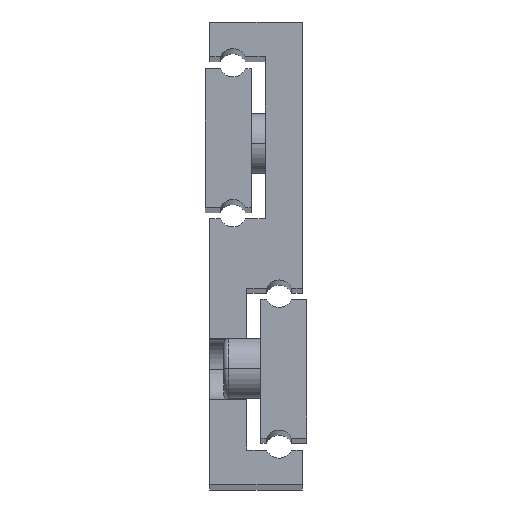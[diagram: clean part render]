
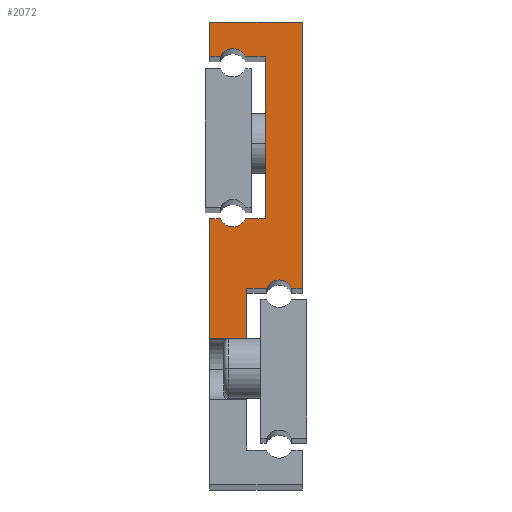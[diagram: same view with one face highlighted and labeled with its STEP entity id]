
A CAD part, top view. The second image highlights one B-rep face of the part: STEP entity #2072.
In plain terms, the highlighted planar face has unit normal (0, 0, 1).
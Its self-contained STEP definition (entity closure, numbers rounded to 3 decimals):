
#1 = CARTESIAN_POINT ( 'NONE',  ( 12.273, 42.5, 325. ) ) ;
#2 = VERTEX_POINT ( 'NONE', #1238 ) ;
#92 = DIRECTION ( 'NONE',  ( 0., 0., -1. ) ) ;
#138 = LINE ( 'NONE', #2189, #480 ) ;
#139 = ORIENTED_EDGE ( 'NONE', *, *, #2127, .T. ) ;
#151 = CIRCLE ( 'NONE', #2194, 3. ) ;
#159 = CARTESIAN_POINT ( 'NONE',  ( 0., 100., 325. ) ) ;
#197 = VERTEX_POINT ( 'NONE', #1681 ) ;
#199 = ORIENTED_EDGE ( 'NONE', *, *, #1534, .T. ) ;
#205 = EDGE_CURVE ( 'NONE', #2, #2190, #1725, .T. ) ;
#218 = DIRECTION ( 'NONE',  ( -1., 0., 0. ) ) ;
#233 = CARTESIAN_POINT ( 'NONE',  ( 15., 41.25, 325. ) ) ;
#244 = ORIENTED_EDGE ( 'NONE', *, *, #698, .T. ) ;
#265 = LINE ( 'NONE', #1223, #2016 ) ;
#267 = VERTEX_POINT ( 'NONE', #159 ) ;
#269 = CARTESIAN_POINT ( 'NONE',  ( 12., 92.5, 325. ) ) ;
#292 = DIRECTION ( 'NONE',  ( 0., 0., -1. ) ) ;
#318 = EDGE_CURVE ( 'NONE', #1931, #725, #265, .T. ) ;
#357 = LINE ( 'NONE', #1091, #1540 ) ;
#392 = CARTESIAN_POINT ( 'NONE',  ( 7.727, 92.5, 325. ) ) ;
#454 = EDGE_LOOP ( 'NONE', ( #1895, #244, #1486, #199, #2128, #1148, #1642, #585, #657, #1793, #1822, #1780, #1403, #139, #1141, #890 ) ) ;
#456 = VERTEX_POINT ( 'NONE', #1411 ) ;
#463 = DIRECTION ( 'NONE',  ( -1., 0., 0. ) ) ;
#480 = VECTOR ( 'NONE', #834, 1000. ) ;
#507 = VERTEX_POINT ( 'NONE', #1121 ) ;
#520 = EDGE_CURVE ( 'NONE', #267, #1931, #984, .T. ) ;
#521 = VERTEX_POINT ( 'NONE', #594 ) ;
#532 = EDGE_CURVE ( 'NONE', #521, #267, #1476, .T. ) ;
#538 = CARTESIAN_POINT ( 'NONE',  ( 12., 57.5, 325. ) ) ;
#544 = VERTEX_POINT ( 'NONE', #603 ) ;
#585 = ORIENTED_EDGE ( 'NONE', *, *, #532, .T. ) ;
#594 = CARTESIAN_POINT ( 'NONE',  ( 20., 100., 325. ) ) ;
#602 = EDGE_CURVE ( 'NONE', #197, #521, #138, .T. ) ;
#603 = CARTESIAN_POINT ( 'NONE',  ( 7.727, 57.5, 325. ) ) ;
#637 = CARTESIAN_POINT ( 'NONE',  ( 20., 100., 325. ) ) ;
#657 = ORIENTED_EDGE ( 'NONE', *, *, #520, .T. ) ;
#659 = LINE ( 'NONE', #1201, #687 ) ;
#669 = DIRECTION ( 'NONE',  ( 1., 0., 0. ) ) ;
#687 = VECTOR ( 'NONE', #1880, 1000. ) ;
#698 = EDGE_CURVE ( 'NONE', #739, #2, #659, .T. ) ;
#710 = VERTEX_POINT ( 'NONE', #1936 ) ;
#717 = VECTOR ( 'NONE', #1973, 1000. ) ;
#725 = VERTEX_POINT ( 'NONE', #1779 ) ;
#739 = VERTEX_POINT ( 'NONE', #1442 ) ;
#760 = CARTESIAN_POINT ( 'NONE',  ( 0., 0., 325. ) ) ;
#786 = CARTESIAN_POINT ( 'NONE',  ( 8., 42.5, 325. ) ) ;
#788 = DIRECTION ( 'NONE',  ( 0., -1., 0. ) ) ;
#801 = DIRECTION ( 'NONE',  ( -1., 0., 0. ) ) ;
#822 = CARTESIAN_POINT ( 'NONE',  ( 12., 92.5, 325. ) ) ;
#834 = DIRECTION ( 'NONE',  ( 0., 1., 0. ) ) ;
#839 = LINE ( 'NONE', #1371, #1647 ) ;
#855 = CARTESIAN_POINT ( 'NONE',  ( 5., 58.75, 325. ) ) ;
#890 = ORIENTED_EDGE ( 'NONE', *, *, #1968, .T. ) ;
#901 = EDGE_CURVE ( 'NONE', #1974, #1296, #1295, .T. ) ;
#923 = LINE ( 'NONE', #1639, #717 ) ;
#984 = LINE ( 'NONE', #1307, #1882 ) ;
#1042 = DIRECTION ( 'NONE',  ( -1., 0., 0. ) ) ;
#1091 = CARTESIAN_POINT ( 'NONE',  ( 7.727, 57.5, 325. ) ) ;
#1094 = CIRCLE ( 'NONE', #2211, 3. ) ;
#1108 = CARTESIAN_POINT ( 'NONE',  ( 2.273, 57.5, 325. ) ) ;
#1121 = CARTESIAN_POINT ( 'NONE',  ( 0., 57.5, 325. ) ) ;
#1134 = LINE ( 'NONE', #760, #1992 ) ;
#1141 = ORIENTED_EDGE ( 'NONE', *, *, #1981, .T. ) ;
#1148 = ORIENTED_EDGE ( 'NONE', *, *, #1362, .T. ) ;
#1185 = EDGE_CURVE ( 'NONE', #1923, #1974, #1228, .T. ) ;
#1201 = CARTESIAN_POINT ( 'NONE',  ( 0., 31.5, 325. ) ) ;
#1218 = DIRECTION ( 'NONE',  ( 1., 0., 0. ) ) ;
#1223 = CARTESIAN_POINT ( 'NONE',  ( 0., 92.5, 325. ) ) ;
#1228 = LINE ( 'NONE', #392, #2135 ) ;
#1238 = CARTESIAN_POINT ( 'NONE',  ( 8., 31.5, 325. ) ) ;
#1295 = LINE ( 'NONE', #269, #1542 ) ;
#1296 = VERTEX_POINT ( 'NONE', #538 ) ;
#1307 = CARTESIAN_POINT ( 'NONE',  ( 0., 100., 325. ) ) ;
#1326 = DIRECTION ( 'NONE',  ( 1., 0., 0. ) ) ;
#1362 = EDGE_CURVE ( 'NONE', #456, #197, #923, .T. ) ;
#1364 = CARTESIAN_POINT ( 'NONE',  ( 5., 58.75, 325. ) ) ;
#1371 = CARTESIAN_POINT ( 'NONE',  ( 0., 57.5, 325. ) ) ;
#1383 = EDGE_CURVE ( 'NONE', #725, #1923, #151, .T. ) ;
#1403 = ORIENTED_EDGE ( 'NONE', *, *, #901, .T. ) ;
#1411 = CARTESIAN_POINT ( 'NONE',  ( 17.727, 42.5, 325. ) ) ;
#1442 = CARTESIAN_POINT ( 'NONE',  ( 0., 31.5, 325. ) ) ;
#1444 = DIRECTION ( 'NONE',  ( 0., 0., -1. ) ) ;
#1450 = VECTOR ( 'NONE', #1536, 1000. ) ;
#1476 = LINE ( 'NONE', #637, #1496 ) ;
#1486 = ORIENTED_EDGE ( 'NONE', *, *, #205, .T. ) ;
#1496 = VECTOR ( 'NONE', #463, 1000. ) ;
#1534 = EDGE_CURVE ( 'NONE', #2190, #710, #2012, .T. ) ;
#1536 = DIRECTION ( 'NONE',  ( 0., 1., 0. ) ) ;
#1540 = VECTOR ( 'NONE', #1042, 1000. ) ;
#1542 = VECTOR ( 'NONE', #2005, 1000. ) ;
#1550 = CARTESIAN_POINT ( 'NONE',  ( 7.727, 92.5, 325. ) ) ;
#1622 = DIRECTION ( 'NONE',  ( 0., -1., 0. ) ) ;
#1631 = PLANE ( 'NONE',  #1742 ) ;
#1639 = CARTESIAN_POINT ( 'NONE',  ( 20., 42.5, 325. ) ) ;
#1642 = ORIENTED_EDGE ( 'NONE', *, *, #602, .T. ) ;
#1647 = VECTOR ( 'NONE', #2040, 1000. ) ;
#1681 = CARTESIAN_POINT ( 'NONE',  ( 20., 42.5, 325. ) ) ;
#1717 = CARTESIAN_POINT ( 'NONE',  ( 8., 7.5, 325. ) ) ;
#1725 = LINE ( 'NONE', #1717, #1450 ) ;
#1742 = AXIS2_PLACEMENT_3D ( 'NONE', #855, #1444, #1955 ) ;
#1779 = CARTESIAN_POINT ( 'NONE',  ( 2.273, 92.5, 325. ) ) ;
#1780 = ORIENTED_EDGE ( 'NONE', *, *, #1185, .T. ) ;
#1781 = FACE_OUTER_BOUND ( 'NONE', #454, .T. ) ;
#1793 = ORIENTED_EDGE ( 'NONE', *, *, #318, .T. ) ;
#1800 = CARTESIAN_POINT ( 'NONE',  ( 5., 91.25, 325. ) ) ;
#1822 = ORIENTED_EDGE ( 'NONE', *, *, #1383, .T. ) ;
#1830 = EDGE_CURVE ( 'NONE', #507, #739, #1134, .T. ) ;
#1868 = DIRECTION ( 'NONE',  ( 1., 0., 0. ) ) ;
#1880 = DIRECTION ( 'NONE',  ( 1., 0., 0. ) ) ;
#1882 = VECTOR ( 'NONE', #788, 1000. ) ;
#1893 = DIRECTION ( 'NONE',  ( 0., 0., -1. ) ) ;
#1895 = ORIENTED_EDGE ( 'NONE', *, *, #1830, .T. ) ;
#1923 = VERTEX_POINT ( 'NONE', #1550 ) ;
#1931 = VERTEX_POINT ( 'NONE', #2192 ) ;
#1936 = CARTESIAN_POINT ( 'NONE',  ( 12.273, 42.5, 325. ) ) ;
#1955 = DIRECTION ( 'NONE',  ( -1., 0., 0. ) ) ;
#1968 = EDGE_CURVE ( 'NONE', #2095, #507, #839, .T. ) ;
#1973 = DIRECTION ( 'NONE',  ( 1., 0., 0. ) ) ;
#1974 = VERTEX_POINT ( 'NONE', #822 ) ;
#1981 = EDGE_CURVE ( 'NONE', #544, #2095, #1094, .T. ) ;
#1992 = VECTOR ( 'NONE', #1622, 1000. ) ;
#2005 = DIRECTION ( 'NONE',  ( 0., -1., 0. ) ) ;
#2012 = LINE ( 'NONE', #1, #2162 ) ;
#2016 = VECTOR ( 'NONE', #669, 1000. ) ;
#2020 = AXIS2_PLACEMENT_3D ( 'NONE', #233, #1893, #218 ) ;
#2040 = DIRECTION ( 'NONE',  ( -1., 0., 0. ) ) ;
#2072 = ADVANCED_FACE ( 'NONE', ( #1781 ), #1631, .F. ) ;
#2088 = CIRCLE ( 'NONE', #2020, 3. ) ;
#2095 = VERTEX_POINT ( 'NONE', #1108 ) ;
#2098 = EDGE_CURVE ( 'NONE', #710, #456, #2088, .T. ) ;
#2127 = EDGE_CURVE ( 'NONE', #1296, #544, #357, .T. ) ;
#2128 = ORIENTED_EDGE ( 'NONE', *, *, #2098, .T. ) ;
#2135 = VECTOR ( 'NONE', #1218, 1000. ) ;
#2162 = VECTOR ( 'NONE', #1868, 1000. ) ;
#2189 = CARTESIAN_POINT ( 'NONE',  ( 20., 100., 325. ) ) ;
#2190 = VERTEX_POINT ( 'NONE', #786 ) ;
#2192 = CARTESIAN_POINT ( 'NONE',  ( 0., 92.5, 325. ) ) ;
#2194 = AXIS2_PLACEMENT_3D ( 'NONE', #1800, #92, #1326 ) ;
#2211 = AXIS2_PLACEMENT_3D ( 'NONE', #1364, #292, #801 ) ;
